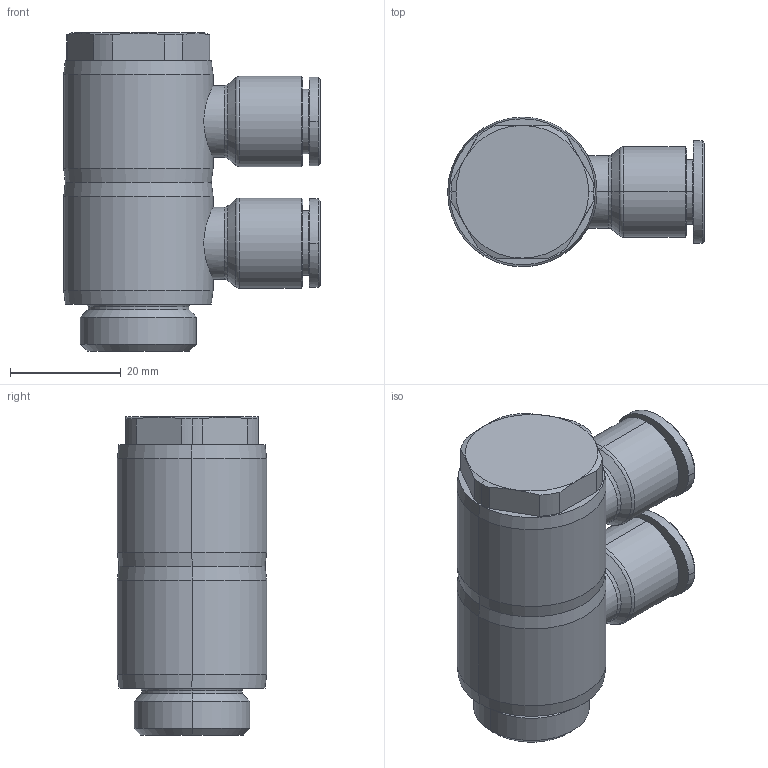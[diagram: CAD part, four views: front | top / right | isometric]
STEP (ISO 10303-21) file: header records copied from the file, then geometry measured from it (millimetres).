
FILE_DESCRIPTION((''),'2;1');
FILE_NAME('GPH_10G04(2)(3D).stp','2012-12-20T18:42:05',(''),(''),'Mechanical Desktop.R8.0.24.0','Mechanical Desktop.R8.0.24.0',', , ');
FILE_SCHEMA(('CONFIG_CONTROL_DESIGN'));
Length unit declared in the file: millimetre
Products named in the file (2): GPH_10G04(2)(3D); 睡ヶ1
Assembly tree (1 placements, depth 2):
  GPH_10G04(2)(3D)
    睡ヶ1
Bounding box: 46.4 x 27 x 57.5 mm (x, y, z)
Volume: 27348.5 mm3; surface area: 17771.7 mm2
Topology: 1 solids, 1 shells, 888 faces, 2494 edges, 1639 vertices
Faces by surface type: plane 772, cone 50, cylinder 42, bspline 20, torus 4
Entity records: 29153 total; most frequent: CARTESIAN_POINT 6201, ORIENTED_EDGE 4984, DIRECTION 4324, EDGE_CURVE 2492, VECTOR 2304, LINE 2304, VERTEX_POINT 1639, AXIS2_PLACEMENT_3D 1010
